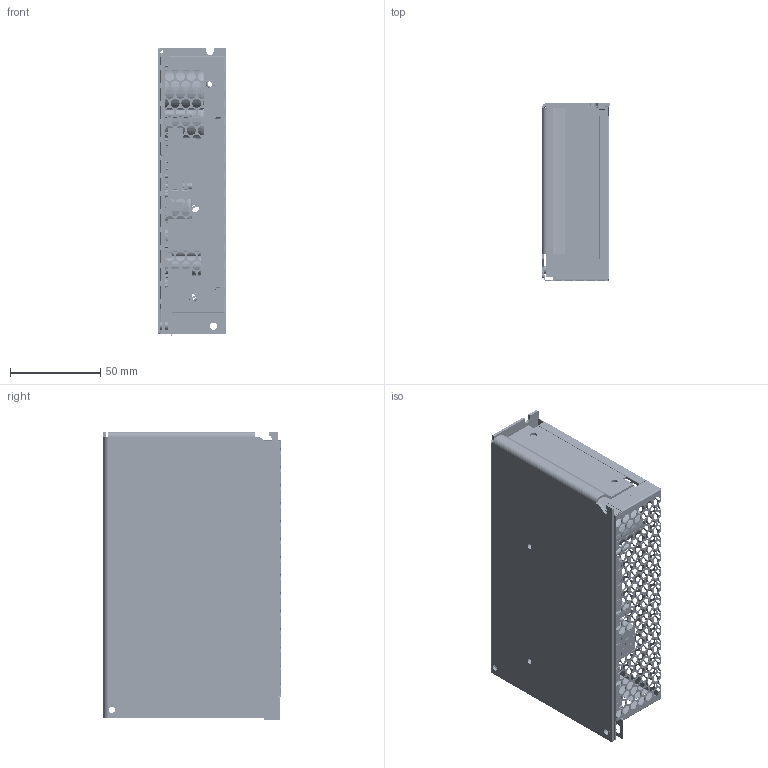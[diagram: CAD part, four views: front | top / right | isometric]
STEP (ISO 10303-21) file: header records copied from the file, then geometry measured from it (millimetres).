
FILE_DESCRIPTION(/* description */ (''),/* implementation_level */ '2;1');
FILE_NAME(/* name */ 'vỏ 1.stp',/* time_stamp */ '2019-10-03T16:15:22+07:00',/* author */ ('thanh'),/* organization */ (''),/* preprocessor_version */ 'ST-DEVELOPER v18',/* originating_system */ 'Autodesk Inventor 2020',/* authorisation */ '');
FILE_SCHEMA (('AUTOMOTIVE_DESIGN { 1 0 10303 214 3 1 1 }'));
Products named in the file (4): vỏ 1; vỏ 1_1; VO_2; chân cắm
Assembly tree (3 placements, depth 2):
  vỏ 1
    vỏ 1_1
    VO_2
    chân cắm
Bounding box: 38.01 x 98.4 x 160 mm (x, y, z)
Volume: 151533.3 mm3; surface area: 146202.4 mm2
Topology: 3 solids, 3 shells, 2040 faces, 5978 edges, 3856 vertices
Faces by surface type: cylinder 980, plane 924, torus 67, bspline 61, sphere 8
Full cylindrical faces by diameter (mm): 0.5 x8, 1 x61, 2 x12, 2.645 x1, 2.845 x1, 2.905 x1, 2.938 x1, 3 x5, 3.5 x2, 3.764 x2, 3.793 x1, 3.923 x1, 4 x7, 4.319 x1, 4.5 x1, 4.513 x1, 4.722 x1, 5 x536, 5.738 x1, 5.878 x1, 6.382 x1, 9.586 x1, 9.74 x1, 10.895 x1, 13.622 x1, 22 x1, 28.84 x1
Entity records: 73904 total; most frequent: CARTESIAN_POINT 13765, DIRECTION 12196, ORIENTED_EDGE 11950, EDGE_CURVE 5975, AXIS2_PLACEMENT_3D 4434, VERTEX_POINT 3856, EDGE_LOOP 3432, LINE 3328
